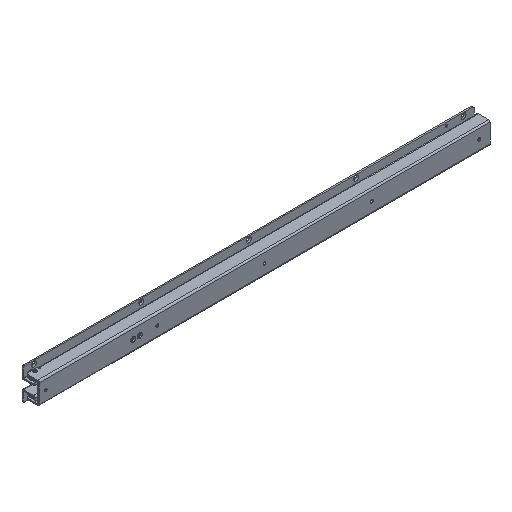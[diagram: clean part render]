
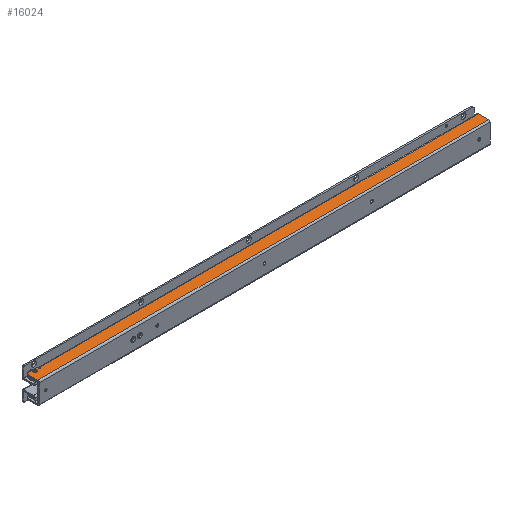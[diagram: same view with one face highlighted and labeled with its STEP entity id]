
A CAD part, isometric view. The second image highlights one B-rep face of the part: STEP entity #16024.
In plain terms, the highlighted planar face has unit normal (0, 0, 1).
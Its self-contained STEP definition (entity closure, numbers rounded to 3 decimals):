
#361 = ORIENTED_EDGE ( 'NONE', *, *, #20940, .F. ) ;
#563 = VERTEX_POINT ( 'NONE', #6057 ) ;
#602 = CARTESIAN_POINT ( 'NONE',  ( 0., -3.5, 25.5 ) ) ;
#884 = CARTESIAN_POINT ( 'NONE',  ( 1020., -30.2, 25.5 ) ) ;
#1022 = AXIS2_PLACEMENT_3D ( 'NONE', #21706, #20042, #3970 ) ;
#1166 = DIRECTION ( 'NONE',  ( 0., -1., 0. ) ) ;
#1208 = VERTEX_POINT ( 'NONE', #11240 ) ;
#1265 = CARTESIAN_POINT ( 'NONE',  ( 1045., -25.2, 25.5 ) ) ;
#1677 = DIRECTION ( 'NONE',  ( 0., 0., 1. ) ) ;
#1897 = EDGE_CURVE ( 'NONE', #1208, #7455, #17529, .T. ) ;
#2244 = AXIS2_PLACEMENT_3D ( 'NONE', #1265, #4937, #3283 ) ;
#2360 = DIRECTION ( 'NONE',  ( 0., 0., 1. ) ) ;
#2511 = CIRCLE ( 'NONE', #6168, 0.3 ) ;
#2832 = ORIENTED_EDGE ( 'NONE', *, *, #9197, .F. ) ;
#2883 = FACE_OUTER_BOUND ( 'NONE', #23561, .T. ) ;
#2885 = VERTEX_POINT ( 'NONE', #14819 ) ;
#3166 = EDGE_CURVE ( 'NONE', #16831, #19350, #5490, .T. ) ;
#3283 = DIRECTION ( 'NONE',  ( 0., 1., 0. ) ) ;
#3316 = AXIS2_PLACEMENT_3D ( 'NONE', #17511, #1677, #23261 ) ;
#3409 = CARTESIAN_POINT ( 'NONE',  ( 1020., -27.401, 25.5 ) ) ;
#3437 = CARTESIAN_POINT ( 'NONE',  ( 1050., -3.5, 25.5 ) ) ;
#3453 = CARTESIAN_POINT ( 'NONE',  ( 1035., -21.6, 25.5 ) ) ;
#3500 = VECTOR ( 'NONE', #19650, 1000. ) ;
#3826 = CARTESIAN_POINT ( 'NONE',  ( 1045., -30.2, 25.5 ) ) ;
#3954 = LINE ( 'NONE', #19780, #3500 ) ;
#3970 = DIRECTION ( 'NONE',  ( 0., 1., 0. ) ) ;
#4118 = CARTESIAN_POINT ( 'NONE',  ( 1020., -27.2, 25.5 ) ) ;
#4161 = ORIENTED_EDGE ( 'NONE', *, *, #7201, .F. ) ;
#4191 = AXIS2_PLACEMENT_3D ( 'NONE', #14644, #16823, #8793 ) ;
#4220 = EDGE_CURVE ( 'NONE', #19424, #19797, #14338, .T. ) ;
#4478 = CARTESIAN_POINT ( 'NONE',  ( 1024.98, -27.2, 25.5 ) ) ;
#4937 = DIRECTION ( 'NONE',  ( 0., 0., -1. ) ) ;
#5102 = ORIENTED_EDGE ( 'NONE', *, *, #23454, .F. ) ;
#5118 = VECTOR ( 'NONE', #6398, 1000. ) ;
#5299 = FACE_BOUND ( 'NONE', #14002, .T. ) ;
#5490 = CIRCLE ( 'NONE', #21007, 2. ) ;
#5549 = AXIS2_PLACEMENT_3D ( 'NONE', #8701, #18655, #1166 ) ;
#5688 = VERTEX_POINT ( 'NONE', #3409 ) ;
#6057 = CARTESIAN_POINT ( 'NONE',  ( 0., -27.401, 25.5 ) ) ;
#6168 = AXIS2_PLACEMENT_3D ( 'NONE', #25077, #19685, #7826 ) ;
#6222 = EDGE_CURVE ( 'NONE', #19799, #22251, #11155, .T. ) ;
#6398 = DIRECTION ( 'NONE',  ( 0., -1., 0. ) ) ;
#6497 = AXIS2_PLACEMENT_3D ( 'NONE', #8501, #2360, #10168 ) ;
#6511 = ORIENTED_EDGE ( 'NONE', *, *, #11328, .F. ) ;
#6553 = VERTEX_POINT ( 'NONE', #602 ) ;
#6623 = ORIENTED_EDGE ( 'NONE', *, *, #3166, .F. ) ;
#6966 = ORIENTED_EDGE ( 'NONE', *, *, #23251, .T. ) ;
#7095 = CARTESIAN_POINT ( 'NONE',  ( 1022., -25.2, 25.5 ) ) ;
#7201 = EDGE_CURVE ( 'NONE', #2885, #7781, #2511, .T. ) ;
#7455 = VERTEX_POINT ( 'NONE', #3453 ) ;
#7605 = ORIENTED_EDGE ( 'NONE', *, *, #8022, .F. ) ;
#7781 = VERTEX_POINT ( 'NONE', #8296 ) ;
#7826 = DIRECTION ( 'NONE',  ( 0., -1., 0. ) ) ;
#7882 = VECTOR ( 'NONE', #15368, 1000. ) ;
#8012 = EDGE_CURVE ( 'NONE', #19797, #5688, #18365, .T. ) ;
#8022 = EDGE_CURVE ( 'NONE', #19350, #19424, #11801, .T. ) ;
#8066 = DIRECTION ( 'NONE',  ( 0., 1., 0. ) ) ;
#8296 = CARTESIAN_POINT ( 'NONE',  ( 1024.983, -29.939, 25.5 ) ) ;
#8406 = CIRCLE ( 'NONE', #5549, 3.1 ) ;
#8501 = CARTESIAN_POINT ( 'NONE',  ( 1035., -24.7, 25.5 ) ) ;
#8532 = CARTESIAN_POINT ( 'NONE',  ( 1050., -3.5, 25.5 ) ) ;
#8679 = DIRECTION ( 'NONE',  ( 0., -1., 0. ) ) ;
#8701 = CARTESIAN_POINT ( 'NONE',  ( 1035., -24.7, 25.5 ) ) ;
#8793 = DIRECTION ( 'NONE',  ( 0., 1., 0. ) ) ;
#8794 = ORIENTED_EDGE ( 'NONE', *, *, #4220, .F. ) ;
#8876 = DIRECTION ( 'NONE',  ( -1., 0., 0. ) ) ;
#9197 = EDGE_CURVE ( 'NONE', #19799, #14182, #24288, .T. ) ;
#9322 = ORIENTED_EDGE ( 'NONE', *, *, #1897, .F. ) ;
#9662 = VECTOR ( 'NONE', #20157, 1000. ) ;
#9669 = ORIENTED_EDGE ( 'NONE', *, *, #22029, .F. ) ;
#9930 = VECTOR ( 'NONE', #18350, 1000. ) ;
#10168 = DIRECTION ( 'NONE',  ( 0., -1., 0. ) ) ;
#11155 = LINE ( 'NONE', #12950, #7882 ) ;
#11240 = CARTESIAN_POINT ( 'NONE',  ( 1035., -27.8, 25.5 ) ) ;
#11328 = EDGE_CURVE ( 'NONE', #6553, #22251, #20385, .T. ) ;
#11695 = CARTESIAN_POINT ( 'NONE',  ( 1022., -25.2, 25.5 ) ) ;
#11801 = LINE ( 'NONE', #11695, #18880 ) ;
#11915 = CARTESIAN_POINT ( 'NONE',  ( 1050., -25.2, 25.5 ) ) ;
#12950 = CARTESIAN_POINT ( 'NONE',  ( 1050., -37.2, 25.5 ) ) ;
#13021 = ORIENTED_EDGE ( 'NONE', *, *, #20139, .T. ) ;
#13351 = ORIENTED_EDGE ( 'NONE', *, *, #19930, .F. ) ;
#13804 = CARTESIAN_POINT ( 'NONE',  ( 1022.98, -27.2, 25.5 ) ) ;
#14002 = EDGE_LOOP ( 'NONE', ( #9322, #5102 ) ) ;
#14121 = ORIENTED_EDGE ( 'NONE', *, *, #6222, .T. ) ;
#14182 = VERTEX_POINT ( 'NONE', #3826 ) ;
#14338 = CIRCLE ( 'NONE', #3316, 2. ) ;
#14548 = CARTESIAN_POINT ( 'NONE',  ( 1050., -27.401, 25.5 ) ) ;
#14644 = CARTESIAN_POINT ( 'NONE',  ( 1050., 78.8, 25.5 ) ) ;
#14819 = CARTESIAN_POINT ( 'NONE',  ( 1025.28, -30.2, 25.5 ) ) ;
#15368 = DIRECTION ( 'NONE',  ( 0., 1., 0. ) ) ;
#16024 = ADVANCED_FACE ( 'NONE', ( #5299, #2883 ), #24751, .F. ) ;
#16077 = LINE ( 'NONE', #14548, #9662 ) ;
#16678 = CARTESIAN_POINT ( 'NONE',  ( 1024.98, -29.92, 25.5 ) ) ;
#16823 = DIRECTION ( 'NONE',  ( 0., 0., -1. ) ) ;
#16831 = VERTEX_POINT ( 'NONE', #4478 ) ;
#16924 = CIRCLE ( 'NONE', #1022, 2. ) ;
#17048 = CARTESIAN_POINT ( 'NONE',  ( 1045., -30.2, 25.5 ) ) ;
#17511 = CARTESIAN_POINT ( 'NONE',  ( 1022., -27.2, 25.5 ) ) ;
#17529 = CIRCLE ( 'NONE', #6497, 3.1 ) ;
#18269 = CARTESIAN_POINT ( 'NONE',  ( 0., -37.2, 25.5 ) ) ;
#18350 = DIRECTION ( 'NONE',  ( 1., 0., 0. ) ) ;
#18365 = LINE ( 'NONE', #884, #21710 ) ;
#18655 = DIRECTION ( 'NONE',  ( 0., 0., 1. ) ) ;
#18880 = VECTOR ( 'NONE', #19351, 1000. ) ;
#19060 = VECTOR ( 'NONE', #8876, 1000. ) ;
#19350 = VERTEX_POINT ( 'NONE', #21923 ) ;
#19351 = DIRECTION ( 'NONE',  ( -1., 0., 0. ) ) ;
#19424 = VERTEX_POINT ( 'NONE', #7095 ) ;
#19650 = DIRECTION ( 'NONE',  ( 0., 1., 0. ) ) ;
#19685 = DIRECTION ( 'NONE',  ( 0., 0., -1. ) ) ;
#19780 = CARTESIAN_POINT ( 'NONE',  ( 1024.98, -27.2, 25.5 ) ) ;
#19797 = VERTEX_POINT ( 'NONE', #4118 ) ;
#19799 = VERTEX_POINT ( 'NONE', #11915 ) ;
#19930 = EDGE_CURVE ( 'NONE', #24111, #16831, #3954, .T. ) ;
#20042 = DIRECTION ( 'NONE',  ( 0., 0., 1. ) ) ;
#20139 = EDGE_CURVE ( 'NONE', #563, #5688, #16077, .T. ) ;
#20157 = DIRECTION ( 'NONE',  ( 1., 0., 0. ) ) ;
#20385 = LINE ( 'NONE', #8532, #9930 ) ;
#20604 = LINE ( 'NONE', #17048, #19060 ) ;
#20940 = EDGE_CURVE ( 'NONE', #14182, #2885, #20604, .T. ) ;
#21007 = AXIS2_PLACEMENT_3D ( 'NONE', #13804, #23883, #8066 ) ;
#21706 = CARTESIAN_POINT ( 'NONE',  ( 1023., -30.2, 25.5 ) ) ;
#21710 = VECTOR ( 'NONE', #8679, 1000. ) ;
#21923 = CARTESIAN_POINT ( 'NONE',  ( 1022.98, -25.2, 25.5 ) ) ;
#22029 = EDGE_CURVE ( 'NONE', #7781, #24111, #16924, .T. ) ;
#22251 = VERTEX_POINT ( 'NONE', #3437 ) ;
#22670 = ORIENTED_EDGE ( 'NONE', *, *, #8012, .F. ) ;
#23251 = EDGE_CURVE ( 'NONE', #6553, #563, #23903, .T. ) ;
#23261 = DIRECTION ( 'NONE',  ( 0., 1., 0. ) ) ;
#23454 = EDGE_CURVE ( 'NONE', #7455, #1208, #8406, .T. ) ;
#23561 = EDGE_LOOP ( 'NONE', ( #6966, #13021, #22670, #8794, #7605, #6623, #13351, #9669, #4161, #361, #2832, #14121, #6511 ) ) ;
#23883 = DIRECTION ( 'NONE',  ( 0., 0., 1. ) ) ;
#23903 = LINE ( 'NONE', #18269, #5118 ) ;
#24111 = VERTEX_POINT ( 'NONE', #16678 ) ;
#24288 = CIRCLE ( 'NONE', #2244, 5. ) ;
#24751 = PLANE ( 'NONE',  #4191 ) ;
#25077 = CARTESIAN_POINT ( 'NONE',  ( 1025.28, -29.9, 25.5 ) ) ;
